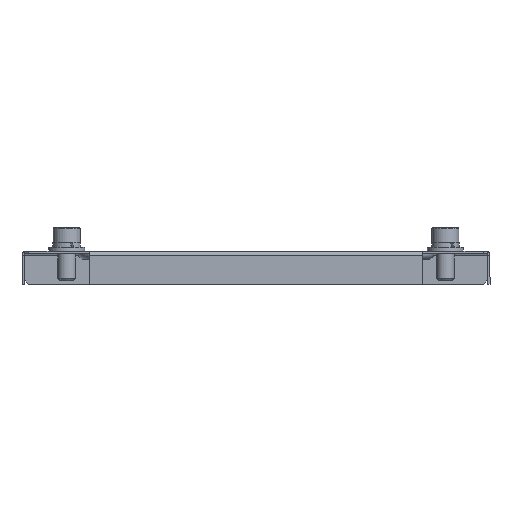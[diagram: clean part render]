
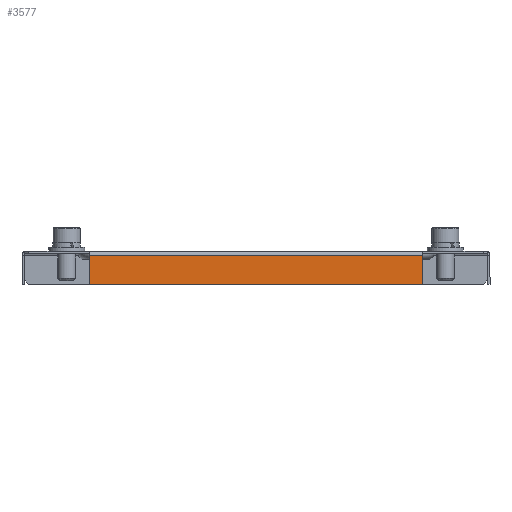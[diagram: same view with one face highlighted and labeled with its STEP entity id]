
A CAD part, front view. The second image highlights one B-rep face of the part: STEP entity #3577.
In plain terms, the highlighted planar face has unit normal (0, -1, 0).
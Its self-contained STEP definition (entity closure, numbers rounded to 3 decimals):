
#11 = VECTOR ( 'NONE', #540, 1000. ) ;
#71 = DIRECTION ( 'NONE',  ( 1., 0., 0. ) ) ;
#141 = LINE ( 'NONE', #3920, #4016 ) ;
#494 = LINE ( 'NONE', #2179, #4217 ) ;
#540 = DIRECTION ( 'NONE',  ( 0., 0., 1. ) ) ;
#579 = CARTESIAN_POINT ( 'NONE',  ( 0., -206.35, 0. ) ) ;
#652 = EDGE_CURVE ( 'NONE', #1892, #2762, #141, .T. ) ;
#720 = CARTESIAN_POINT ( 'NONE',  ( 110., -206.35, -22. ) ) ;
#875 = ORIENTED_EDGE ( 'NONE', *, *, #652, .T. ) ;
#1226 = LINE ( 'NONE', #3325, #11 ) ;
#1496 = CARTESIAN_POINT ( 'NONE',  ( 110., -206.35, -22. ) ) ;
#1574 = EDGE_LOOP ( 'NONE', ( #2327, #875, #2091, #2782 ) ) ;
#1892 = VERTEX_POINT ( 'NONE', #2894 ) ;
#2091 = ORIENTED_EDGE ( 'NONE', *, *, #3386, .T. ) ;
#2106 = CARTESIAN_POINT ( 'NONE',  ( -110., -206.35, -22. ) ) ;
#2179 = CARTESIAN_POINT ( 'NONE',  ( 0., -206.35, -2.8 ) ) ;
#2211 = DIRECTION ( 'NONE',  ( 0., 0., -1. ) ) ;
#2327 = ORIENTED_EDGE ( 'NONE', *, *, #4239, .F. ) ;
#2464 = EDGE_CURVE ( 'NONE', #3753, #4208, #1226, .T. ) ;
#2722 = DIRECTION ( 'NONE',  ( 0., 1., 0. ) ) ;
#2762 = VERTEX_POINT ( 'NONE', #2106 ) ;
#2782 = ORIENTED_EDGE ( 'NONE', *, *, #2464, .T. ) ;
#2894 = CARTESIAN_POINT ( 'NONE',  ( -110., -206.35, -2.8 ) ) ;
#2984 = PLANE ( 'NONE',  #3633 ) ;
#3007 = DIRECTION ( 'NONE',  ( 0., 0., 1. ) ) ;
#3220 = DIRECTION ( 'NONE',  ( 1., 0., 0. ) ) ;
#3325 = CARTESIAN_POINT ( 'NONE',  ( 110., -206.35, -1.5 ) ) ;
#3386 = EDGE_CURVE ( 'NONE', #2762, #3753, #3935, .T. ) ;
#3577 = ADVANCED_FACE ( 'NONE', ( #4373 ), #2984, .F. ) ;
#3633 = AXIS2_PLACEMENT_3D ( 'NONE', #579, #2722, #3007 ) ;
#3753 = VERTEX_POINT ( 'NONE', #720 ) ;
#3786 = CARTESIAN_POINT ( 'NONE',  ( 110., -206.35, -2.8 ) ) ;
#3851 = VECTOR ( 'NONE', #3220, 1000. ) ;
#3920 = CARTESIAN_POINT ( 'NONE',  ( -110., -206.35, -22. ) ) ;
#3935 = LINE ( 'NONE', #1496, #3851 ) ;
#4016 = VECTOR ( 'NONE', #2211, 1000. ) ;
#4208 = VERTEX_POINT ( 'NONE', #3786 ) ;
#4217 = VECTOR ( 'NONE', #71, 1000. ) ;
#4239 = EDGE_CURVE ( 'NONE', #1892, #4208, #494, .T. ) ;
#4373 = FACE_OUTER_BOUND ( 'NONE', #1574, .T. ) ;
